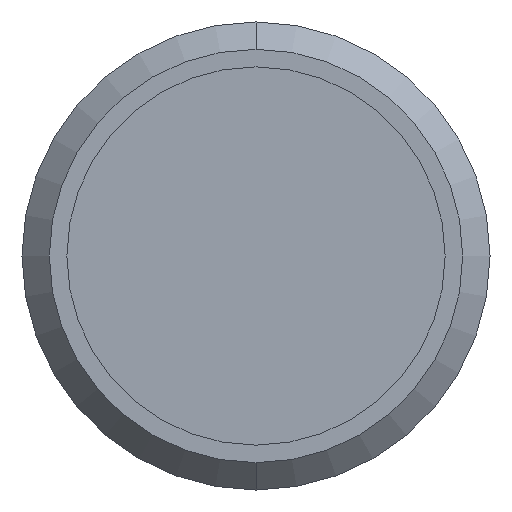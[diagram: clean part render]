
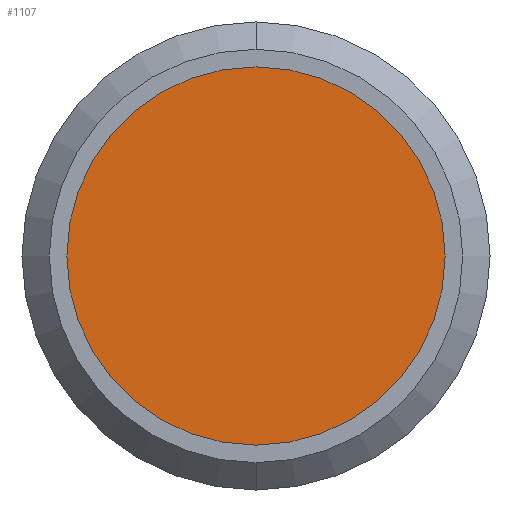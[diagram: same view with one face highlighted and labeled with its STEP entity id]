
A CAD part, front view. The second image highlights one B-rep face of the part: STEP entity #1107.
In plain terms, the highlighted planar face has unit normal (0, -1, 0).
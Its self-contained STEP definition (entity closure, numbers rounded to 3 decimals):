
#1107=ADVANCED_FACE('',(#2244),#2245,.T.);
#2244=FACE_OUTER_BOUND('',#3397,.T.);
#2245=PLANE('',#3398);
#3397=EDGE_LOOP('',(#6379,#6380));
#3398=AXIS2_PLACEMENT_3D('',#6381,#6382,#6383);
#6379=ORIENTED_EDGE('',*,*,#6609,.T.);
#6380=ORIENTED_EDGE('',*,*,#7686,.T.);
#6381=CARTESIAN_POINT('',(0.0,-0.01,2.425));
#6382=DIRECTION('',(0.0,-1.0,0.0));
#6383=DIRECTION('',(0.0,0.0,1.0));
#6609=EDGE_CURVE('',#7811,#7815,#7817,.T.);
#7686=EDGE_CURVE('',#7815,#7811,#9279,.T.);
#7811=VERTEX_POINT('',#9636);
#7815=VERTEX_POINT('',#9641);
#7817=CIRCLE('',#9644,4.85);
#9279=CIRCLE('',#11960,4.85);
#9636=CARTESIAN_POINT('',(0.0,-0.01,4.85));
#9641=CARTESIAN_POINT('',(0.,-0.01,-4.85));
#9644=AXIS2_PLACEMENT_3D('',#12130,#12131,#12132);
#11960=AXIS2_PLACEMENT_3D('',#13545,#13546,#13547);
#12130=CARTESIAN_POINT('',(0.0,-0.01,0.0));
#12131=DIRECTION('',(0.0,-1.0,0.0));
#12132=DIRECTION('',(0.0,0.0,1.0));
#13545=CARTESIAN_POINT('',(0.0,-0.01,0.0));
#13546=DIRECTION('',(0.0,-1.0,0.0));
#13547=DIRECTION('',(0.0,0.0,1.0));
